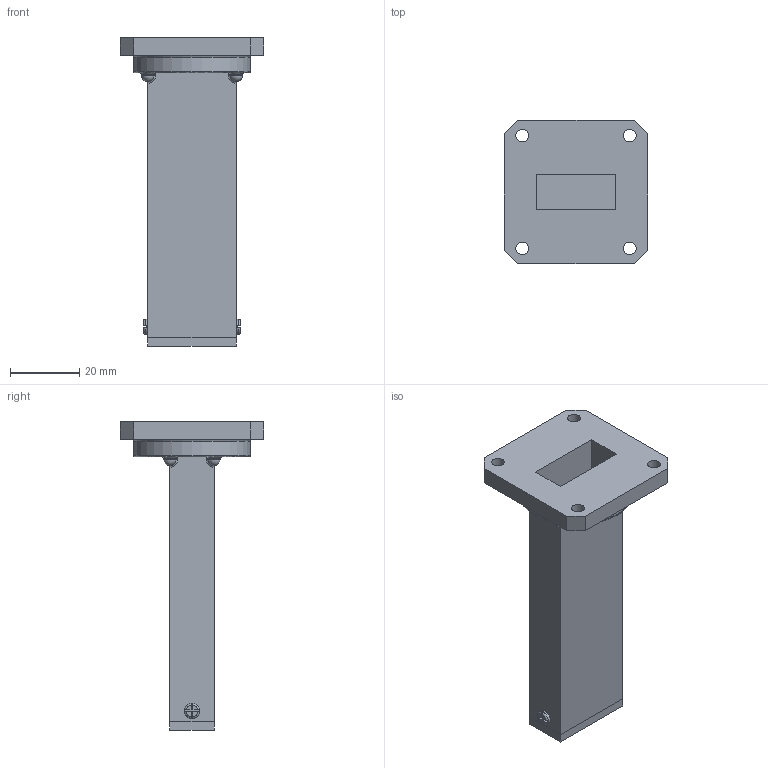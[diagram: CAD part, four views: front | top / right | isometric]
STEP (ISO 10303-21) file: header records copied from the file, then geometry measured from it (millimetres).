
FILE_DESCRIPTION (( 'STEP AP203' ), '1' );
FILE_NAME ('PE6815_3D.STEP', '2020-11-17T18:27:58', ( '' ), ( '' ), 'SwSTEP 2.0', 'SolidWorks 2018', '' );
FILE_SCHEMA (( 'CONFIG_CONTROL_DESIGN' ));
Length unit declared in the file: inch
Products named in the file (1): PE6815_3D
Bounding box: 41.27 x 41.27 x 88.9 mm (x, y, z)
Volume: 17892.8 mm3; surface area: 16649 mm2
Topology: 1 solids, 1 shells, 111 faces, 301 edges, 188 vertices
Faces by surface type: plane 54, torus 30, cylinder 19, sphere 4, bspline 4
Full cylindrical faces by diameter (mm): 3.658 x4, 4.394 x2, 33.655 x1
Entity records: 3623 total; most frequent: CARTESIAN_POINT 870, DIRECTION 570, ORIENTED_EDGE 546, EDGE_CURVE 273, AXIS2_PLACEMENT_3D 221, VERTEX_POINT 177, EDGE_LOOP 132, LINE 128
